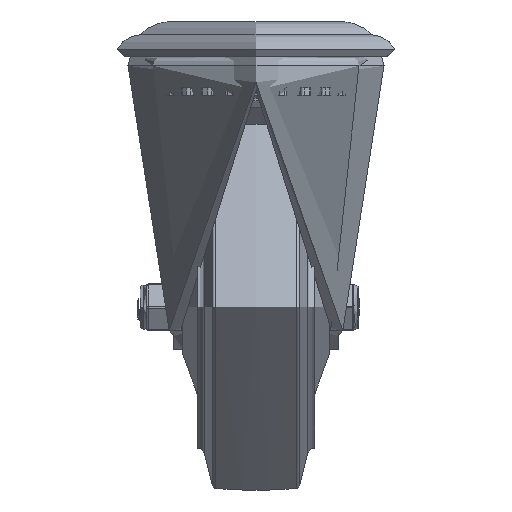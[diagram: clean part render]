
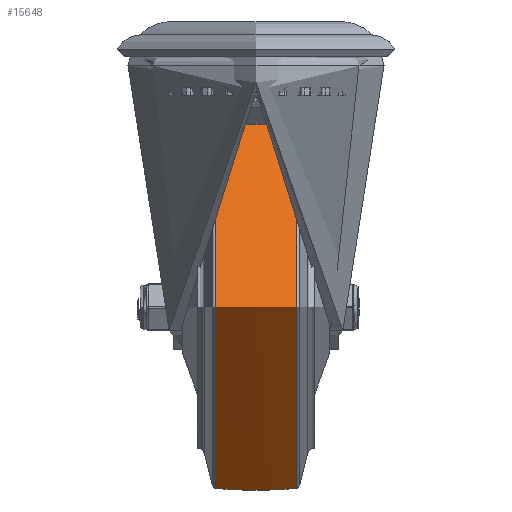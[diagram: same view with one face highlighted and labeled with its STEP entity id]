
A CAD part, left-side view. The second image highlights one B-rep face of the part: STEP entity #15648.
In plain terms, the highlighted free-form (B-spline) face has degree [2, 2] with [3, 9] control points.
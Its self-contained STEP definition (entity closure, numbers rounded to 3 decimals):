
#63=(
BOUNDED_SURFACE()
B_SPLINE_SURFACE(2,2,((#25845,#25846,#25847,#25848,#25849,#25850,#25851,
#25852,#25853),(#25854,#25855,#25856,#25857,#25858,#25859,#25860,#25861,
#25862),(#25863,#25864,#25865,#25866,#25867,#25868,#25869,#25870,#25871)),
 .UNSPECIFIED.,.F.,.T.,.F.)
B_SPLINE_SURFACE_WITH_KNOTS((3,3),(3,2,2,2,3),(-0.08,0.08),
(-3.142,-1.571,0.,1.571,3.142),
 .UNSPECIFIED.)
GEOMETRIC_REPRESENTATION_ITEM()
RATIONAL_B_SPLINE_SURFACE(((1.,0.707,1.,0.707,1.,
0.707,1.,0.707,1.),(0.997,0.705,
0.997,0.705,0.997,0.705,
0.997,0.705,0.997),(1.,0.707,
1.,0.707,1.,0.707,1.,0.707,1.)))
REPRESENTATION_ITEM('')
SURFACE()
);
#4447=FACE_OUTER_BOUND('',#5401,.T.);
#5401=EDGE_LOOP('',(#12480,#12481,#12482,#12483));
#6390=CIRCLE('',#17053,49.559);
#6391=CIRCLE('',#17054,138.313);
#6392=CIRCLE('',#17055,49.559);
#7376=VERTEX_POINT('',#25842);
#7377=VERTEX_POINT('',#25872);
#9223=EDGE_CURVE('',#7376,#7376,#6390,.T.);
#9224=EDGE_CURVE('',#7376,#7377,#6391,.T.);
#9225=EDGE_CURVE('',#7377,#7377,#6392,.T.);
#12480=ORIENTED_EDGE('',*,*,#9223,.F.);
#12481=ORIENTED_EDGE('',*,*,#9224,.T.);
#12482=ORIENTED_EDGE('',*,*,#9225,.T.);
#12483=ORIENTED_EDGE('',*,*,#9224,.F.);
#15648=ADVANCED_FACE('',(#4447),#63,.F.);
#17053=AXIS2_PLACEMENT_3D('',#25844,#19741,#19742);
#17054=AXIS2_PLACEMENT_3D('',#25873,#19743,#19744);
#17055=AXIS2_PLACEMENT_3D('',#25874,#19745,#19746);
#19741=DIRECTION('center_axis',(0.,1.,0.));
#19742=DIRECTION('ref_axis',(0.,0.,
1.));
#19743=DIRECTION('center_axis',(-1.,0.,0.));
#19744=DIRECTION('ref_axis',(0.,0.,-1.));
#19745=DIRECTION('center_axis',(0.,1.,0.));
#19746=DIRECTION('ref_axis',(0.,0.,
1.));
#25842=CARTESIAN_POINT('',(0.,11.033,-49.559));
#25844=CARTESIAN_POINT('Origin',(0.,11.033,
0.));
#25845=CARTESIAN_POINT('Ctrl Pts',(0.,-11.033,
-49.559));
#25846=CARTESIAN_POINT('Ctrl Pts',(-49.559,-11.033,
-49.559));
#25847=CARTESIAN_POINT('Ctrl Pts',(-49.559,-11.033,
0.));
#25848=CARTESIAN_POINT('Ctrl Pts',(-49.559,-11.033,
49.559));
#25849=CARTESIAN_POINT('Ctrl Pts',(0.,-11.033,
49.559));
#25850=CARTESIAN_POINT('Ctrl Pts',(49.559,-11.033,49.559));
#25851=CARTESIAN_POINT('Ctrl Pts',(49.559,-11.033,0.));
#25852=CARTESIAN_POINT('Ctrl Pts',(49.559,-11.033,-49.559));
#25853=CARTESIAN_POINT('Ctrl Pts',(0.,-11.033,
-49.559));
#25854=CARTESIAN_POINT('Ctrl Pts',(0.,0.,
-50.442));
#25855=CARTESIAN_POINT('Ctrl Pts',(-50.442,0.,
-50.442));
#25856=CARTESIAN_POINT('Ctrl Pts',(-50.442,0.,
0.));
#25857=CARTESIAN_POINT('Ctrl Pts',(-50.442,0.,
50.442));
#25858=CARTESIAN_POINT('Ctrl Pts',(0.,0.,
50.442));
#25859=CARTESIAN_POINT('Ctrl Pts',(50.442,0.,
50.442));
#25860=CARTESIAN_POINT('Ctrl Pts',(50.442,0.,
0.));
#25861=CARTESIAN_POINT('Ctrl Pts',(50.442,0.,
-50.442));
#25862=CARTESIAN_POINT('Ctrl Pts',(0.,0.,
-50.442));
#25863=CARTESIAN_POINT('Ctrl Pts',(0.,11.033,
-49.559));
#25864=CARTESIAN_POINT('Ctrl Pts',(-49.559,11.033,-49.559));
#25865=CARTESIAN_POINT('Ctrl Pts',(-49.559,11.033,0.));
#25866=CARTESIAN_POINT('Ctrl Pts',(-49.559,11.033,49.559));
#25867=CARTESIAN_POINT('Ctrl Pts',(0.,11.033,
49.559));
#25868=CARTESIAN_POINT('Ctrl Pts',(49.559,11.033,49.559));
#25869=CARTESIAN_POINT('Ctrl Pts',(49.559,11.033,0.));
#25870=CARTESIAN_POINT('Ctrl Pts',(49.559,11.033,-49.559));
#25871=CARTESIAN_POINT('Ctrl Pts',(0.,11.033,
-49.559));
#25872=CARTESIAN_POINT('',(0.,-11.033,-49.559));
#25873=CARTESIAN_POINT('Origin',(0.,0.,
88.312));
#25874=CARTESIAN_POINT('Origin',(0.,-11.033,
0.));
